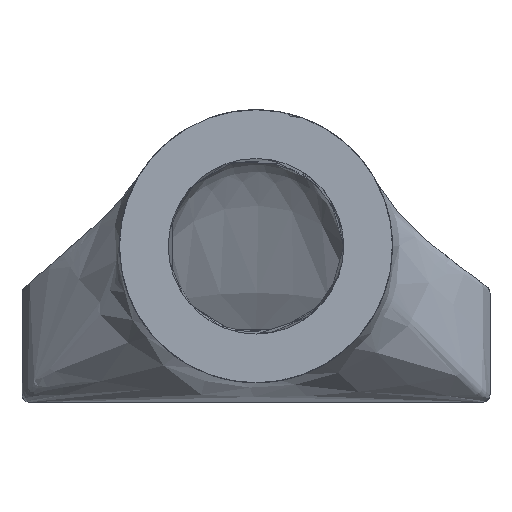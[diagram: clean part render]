
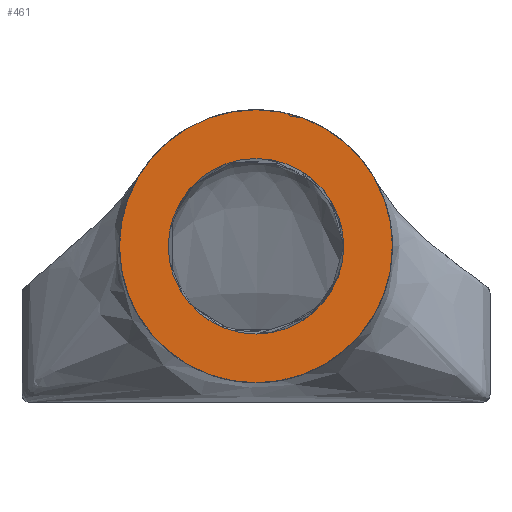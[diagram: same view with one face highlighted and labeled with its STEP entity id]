
A CAD part, front view. The second image highlights one B-rep face of the part: STEP entity #461.
In plain terms, the highlighted planar face has unit normal (0, -1, 0).
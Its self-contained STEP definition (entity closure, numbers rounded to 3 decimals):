
#63=CIRCLE('',#500,3.5);
#73=CIRCLE('',#511,2.25);
#143=ORIENTED_EDGE('',*,*,#268,.T.);
#144=ORIENTED_EDGE('',*,*,#257,.F.);
#257=EDGE_CURVE('',#317,#317,#63,.T.);
#268=EDGE_CURVE('',#327,#327,#73,.T.);
#317=VERTEX_POINT('',#910);
#327=VERTEX_POINT('',#935);
#394=EDGE_LOOP('',(#143));
#395=EDGE_LOOP('',(#144));
#426=FACE_BOUND('',#394,.T.);
#427=FACE_BOUND('',#395,.T.);
#443=PLANE('',#510);
#461=ADVANCED_FACE('',(#426,#427),#443,.F.);
#500=AXIS2_PLACEMENT_3D('',#909,#574,#575);
#510=AXIS2_PLACEMENT_3D('',#933,#594,#595);
#511=AXIS2_PLACEMENT_3D('',#934,#596,#597);
#574=DIRECTION('',(0.,1.,0.));
#575=DIRECTION('',(1.,0.,0.));
#594=DIRECTION('',(0.,1.,0.));
#595=DIRECTION('',(0.,0.,1.));
#596=DIRECTION('',(0.,1.,0.));
#597=DIRECTION('',(1.,0.,0.));
#909=CARTESIAN_POINT('',(0.,0.,0.));
#910=CARTESIAN_POINT('',(3.5,0.,0.));
#933=CARTESIAN_POINT('',(0.,0.,0.));
#934=CARTESIAN_POINT('',(0.,0.,0.));
#935=CARTESIAN_POINT('',(2.25,0.,0.));
